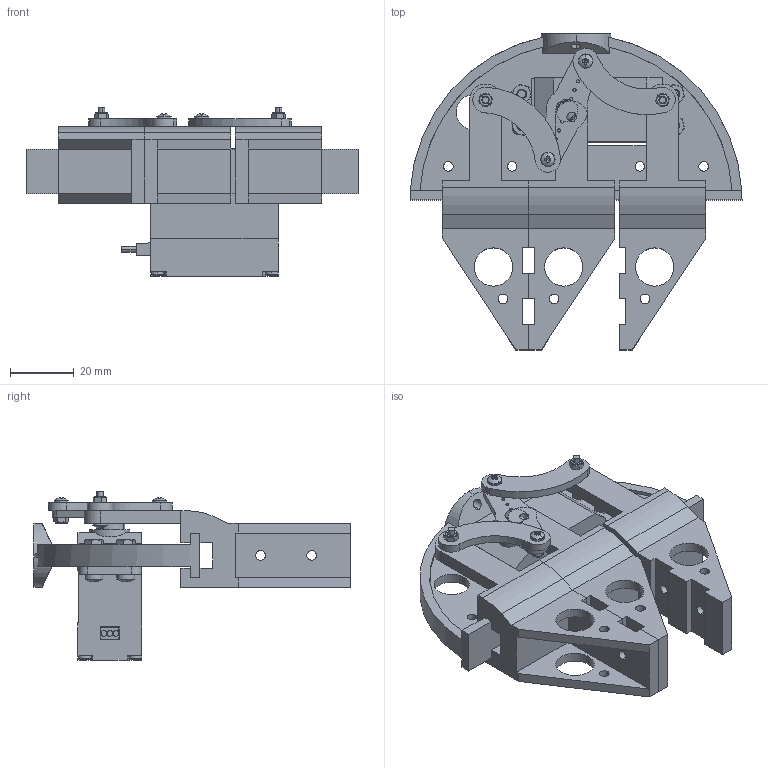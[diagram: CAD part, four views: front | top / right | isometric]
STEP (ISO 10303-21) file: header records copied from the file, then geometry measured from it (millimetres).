
FILE_DESCRIPTION (( 'STEP AP214' ), '1' );
FILE_NAME ('平行机械爪三维图纸.STEP', '2024-01-11T01:33:10', ( '' ), ( '' ), 'SwSTEP 2.0', 'SolidWorks 2020', '' );
FILE_SCHEMA (( 'AUTOMOTIVE_DESIGN' ));
Length unit declared in the file: millimetre
Products named in the file (13): 平行机械爪三维图纸; 等粣嗆儂; GB818-M2X6; 硌祭2; GB6170-M3-ZN-10; 硌祭1; 忒蚰; GB818-M2X10-4.8; GB818-M3X6-ZN-4.8; 蟀裝; GB818-M3X10-ZN-4.8; GB6170-M2ㄗ赻坶ㄘ; 嗆儂蟀諉啣
Assembly tree (28 placements, depth 2):
  平行机械爪三维图纸
    忒蚰
    硌祭1
    硌祭2
    蟀裝  x2
    嗆儂蟀諉啣
    GB6170-M3-ZN-10  x8
    GB818-M3X10-ZN-4.8  x4
    GB818-M2X10-4.8  x2
    GB6170-M2ㄗ赻坶ㄘ  x4
    GB818-M2X6  x2
    GB818-M3X6-ZN-4.8
    等粣嗆儂
Bounding box: 104 x 99 x 52.9 mm (x, y, z)
Volume: 90187.5 mm3; surface area: 47633.5 mm2
Topology: 30 solids, 30 shells, 1164 faces, 2914 edges, 1819 vertices
Faces by surface type: plane 496, cylinder 348, cone 270, torus 32, sphere 18
Entity records: 24773 total; most frequent: CARTESIAN_POINT 4293, DIRECTION 4084, ORIENTED_EDGE 3810, EDGE_CURVE 1905, AXIS2_PLACEMENT_3D 1542, VERTEX_POINT 1227, LINE 1000, VECTOR 1000
